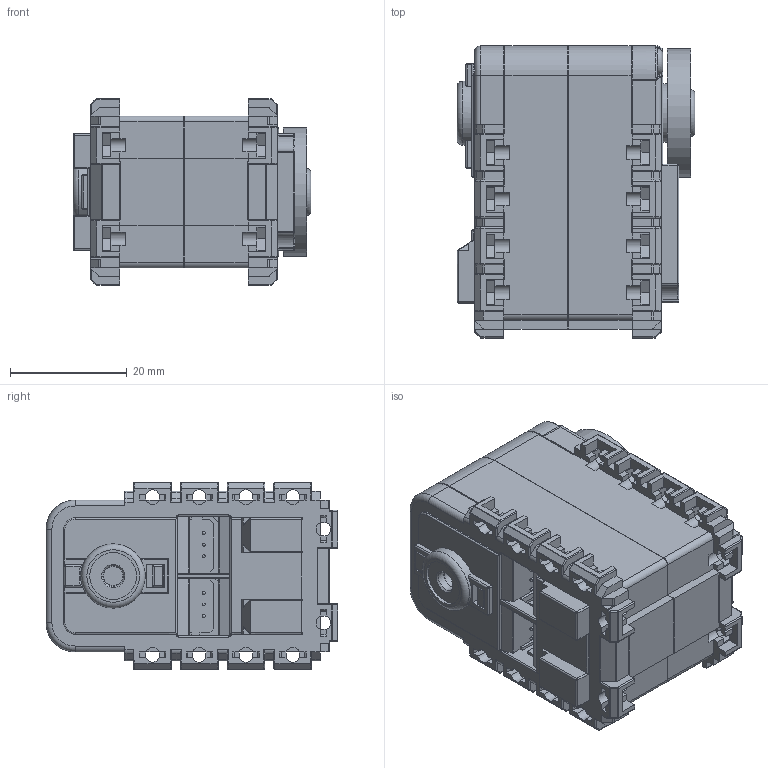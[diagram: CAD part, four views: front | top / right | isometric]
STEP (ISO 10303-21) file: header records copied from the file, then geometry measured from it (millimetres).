
FILE_DESCRIPTION((''),'2;1');
FILE_NAME('AX12.stp','2011-01-24T15:58:51',('Andrew'),(''),'Autodesk Inventor 2011','Autodesk Inventor 2011','');
FILE_SCHEMA(('AUTOMOTIVE_DESIGN { 1 0 10303 214 1 1 1 1 }'));
Length unit declared in the file: millimetre
Products named in the file (4): AX12; ax12_wheel; ax12_box; ax12_cog
Assembly tree (3 placements, depth 2):
  AX12
    ax12_wheel
    ax12_box
    ax12_cog
Bounding box: 40.75 x 50 x 32 mm (x, y, z)
Volume: 42990.6 mm3; surface area: 12551.3 mm2
Topology: 3 solids, 4 shells, 1554 faces, 4281 edges, 2644 vertices
Faces by surface type: plane 936, cylinder 467, sphere 102, torus 32, cone 10, bspline 7
Full cylindrical faces by diameter (mm): 0.5 x6, 2.5 x4, 3.25 x1, 3.5 x1, 4.5 x2, 5 x2, 5.8 x1, 6 x3, 8 x1, 10 x1, 11 x1
Entity records: 48690 total; most frequent: CARTESIAN_POINT 9536, ORIENTED_EDGE 8278, DIRECTION 7997, EDGE_CURVE 4139, VECTOR 3043, LINE 3043, VERTEX_POINT 2625, AXIS2_PLACEMENT_3D 2477
